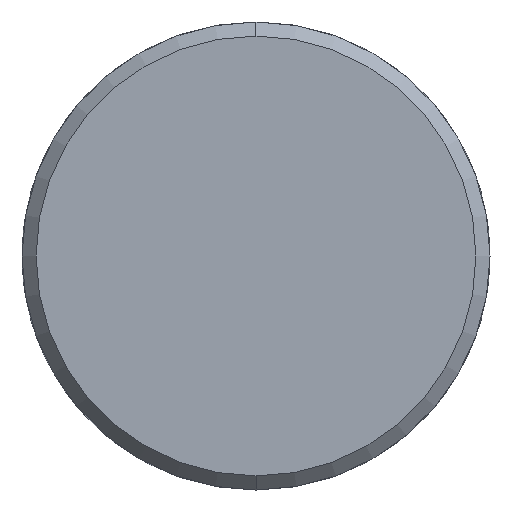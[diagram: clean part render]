
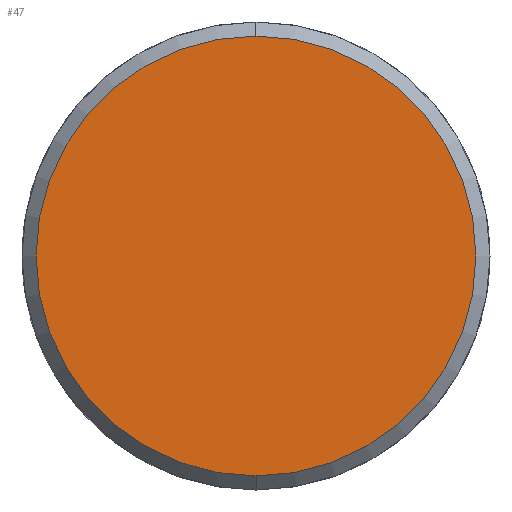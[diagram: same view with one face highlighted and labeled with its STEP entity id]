
A CAD part, left-side view. The second image highlights one B-rep face of the part: STEP entity #47.
In plain terms, the highlighted planar face has unit normal (-1, 0, 0).
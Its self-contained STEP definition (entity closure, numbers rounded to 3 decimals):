
#17 = CARTESIAN_POINT ( 'NONE',  ( 0., 0., -7.8 ) ) ;
#35 = DIRECTION ( 'NONE',  ( 1., 0., 0. ) ) ;
#45 = PLANE ( 'NONE',  #584 ) ;
#47 = ADVANCED_FACE ( 'NONE', ( #648 ), #45, .F. ) ;
#70 = AXIS2_PLACEMENT_3D ( 'NONE', #390, #326, #552 ) ;
#93 = CARTESIAN_POINT ( 'NONE',  ( 0., 0., 0. ) ) ;
#105 = EDGE_LOOP ( 'NONE', ( #294, #160 ) ) ;
#144 = DIRECTION ( 'NONE',  ( -1., 0., 0. ) ) ;
#147 = CARTESIAN_POINT ( 'NONE',  ( 0., 0., 0. ) ) ;
#160 = ORIENTED_EDGE ( 'NONE', *, *, #550, .T. ) ;
#248 = AXIS2_PLACEMENT_3D ( 'NONE', #147, #144, #401 ) ;
#290 = DIRECTION ( 'NONE',  ( 0., 0., -1. ) ) ;
#294 = ORIENTED_EDGE ( 'NONE', *, *, #653, .T. ) ;
#326 = DIRECTION ( 'NONE',  ( -1., 0., 0. ) ) ;
#344 = VERTEX_POINT ( 'NONE', #366 ) ;
#366 = CARTESIAN_POINT ( 'NONE',  ( 0., 0., 7.8 ) ) ;
#390 = CARTESIAN_POINT ( 'NONE',  ( 0., 0., 0. ) ) ;
#401 = DIRECTION ( 'NONE',  ( 0., 0., 1. ) ) ;
#410 = VERTEX_POINT ( 'NONE', #17 ) ;
#476 = CIRCLE ( 'NONE', #70, 7.8 ) ;
#550 = EDGE_CURVE ( 'NONE', #344, #410, #476, .T. ) ;
#552 = DIRECTION ( 'NONE',  ( 0., 0., 1. ) ) ;
#578 = CIRCLE ( 'NONE', #248, 7.8 ) ;
#584 = AXIS2_PLACEMENT_3D ( 'NONE', #93, #35, #290 ) ;
#648 = FACE_OUTER_BOUND ( 'NONE', #105, .T. ) ;
#653 = EDGE_CURVE ( 'NONE', #410, #344, #578, .T. ) ;
